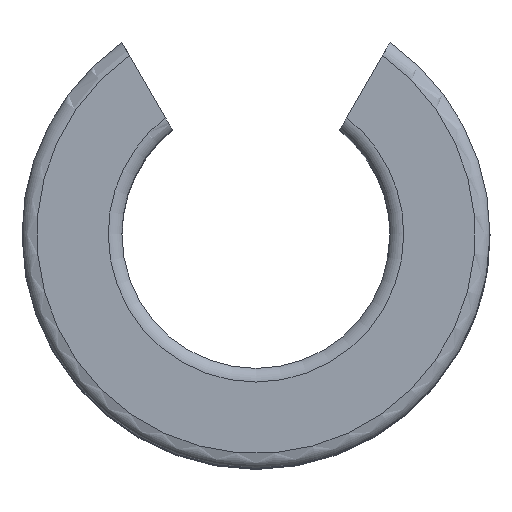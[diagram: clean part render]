
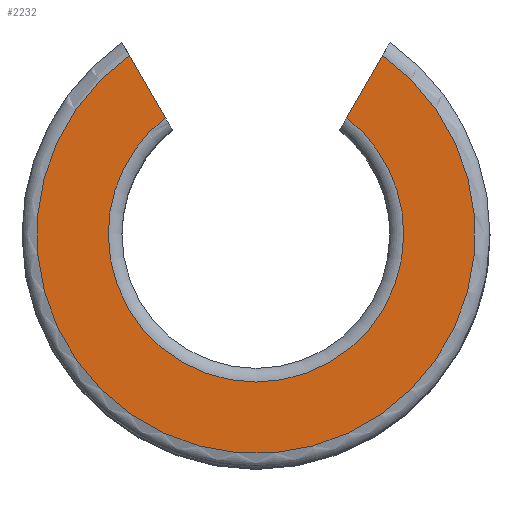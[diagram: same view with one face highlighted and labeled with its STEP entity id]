
A CAD part, top view. The second image highlights one B-rep face of the part: STEP entity #2232.
In plain terms, the highlighted planar face has unit normal (0, 0, 1).
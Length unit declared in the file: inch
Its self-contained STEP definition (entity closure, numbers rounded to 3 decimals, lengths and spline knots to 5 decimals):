
#23 = VECTOR ( 'NONE', #2366, 39.37008 ) ;
#126 = CIRCLE ( 'NONE', #363, 0.276 ) ;
#155 = CARTESIAN_POINT ( 'NONE',  ( 0.1694, 0.2179, 0.62125 ) ) ;
#211 = AXIS2_PLACEMENT_3D ( 'NONE', #2795, #740, #2300 ) ;
#252 = VECTOR ( 'NONE', #944, 39.37008 ) ;
#287 = EDGE_LOOP ( 'NONE', ( #593, #2022, #1922, #2032, #2608, #2340 ) ) ;
#363 = AXIS2_PLACEMENT_3D ( 'NONE', #432, #2702, #2688 ) ;
#432 = CARTESIAN_POINT ( 'NONE',  ( 0., 0., 0.62125 ) ) ;
#574 = VERTEX_POINT ( 'NONE', #2530 ) ;
#592 = CIRCLE ( 'NONE', #2011, 0.276 ) ;
#593 = ORIENTED_EDGE ( 'NONE', *, *, #1306, .F. ) ;
#740 = DIRECTION ( 'NONE',  ( 0., 0., -1. ) ) ;
#753 = CARTESIAN_POINT ( 'NONE',  ( 0., 0., 0.62125 ) ) ;
#944 = DIRECTION ( 'NONE',  ( 0.5, 0.866, 0. ) ) ;
#968 = CIRCLE ( 'NONE', #2667, 0.276 ) ;
#1029 = VERTEX_POINT ( 'NONE', #2783 ) ;
#1158 = EDGE_CURVE ( 'NONE', #2755, #574, #1501, .T. ) ;
#1236 = PLANE ( 'NONE',  #211 ) ;
#1306 = EDGE_CURVE ( 'NONE', #2560, #2755, #1854, .T. ) ;
#1313 = CARTESIAN_POINT ( 'NONE',  ( 0.23651, 0.33414, 0.62125 ) ) ;
#1404 = VERTEX_POINT ( 'NONE', #155 ) ;
#1501 = LINE ( 'NONE', #2819, #23 ) ;
#1549 = CARTESIAN_POINT ( 'NONE',  ( 0., 0., 0.62125 ) ) ;
#1624 = EDGE_CURVE ( 'NONE', #1404, #2560, #2794, .T. ) ;
#1647 = DIRECTION ( 'NONE',  ( 0., 0., -1. ) ) ;
#1854 = CIRCLE ( 'NONE', #2417, 0.40937 ) ;
#1896 = FACE_OUTER_BOUND ( 'NONE', #287, .T. ) ;
#1898 = DIRECTION ( 'NONE',  ( 0., 0., -1. ) ) ;
#1922 = ORIENTED_EDGE ( 'NONE', *, *, #2441, .T. ) ;
#2011 = AXIS2_PLACEMENT_3D ( 'NONE', #753, #1647, #2546 ) ;
#2022 = ORIENTED_EDGE ( 'NONE', *, *, #1624, .F. ) ;
#2032 = ORIENTED_EDGE ( 'NONE', *, *, #2524, .T. ) ;
#2178 = CARTESIAN_POINT ( 'NONE',  ( -0.23651, 0.33414, 0.62125 ) ) ;
#2213 = DIRECTION ( 'NONE',  ( 0., 0., -1. ) ) ;
#2232 = ADVANCED_FACE ( 'NONE', ( #1896 ), #1236, .F. ) ;
#2300 = DIRECTION ( 'NONE',  ( 0., 1., 0. ) ) ;
#2340 = ORIENTED_EDGE ( 'NONE', *, *, #1158, .F. ) ;
#2366 = DIRECTION ( 'NONE',  ( 0.5, -0.866, 0. ) ) ;
#2417 = AXIS2_PLACEMENT_3D ( 'NONE', #2691, #1898, #2780 ) ;
#2441 = EDGE_CURVE ( 'NONE', #1404, #2664, #968, .T. ) ;
#2461 = DIRECTION ( 'NONE',  ( 0., -1., 0. ) ) ;
#2524 = EDGE_CURVE ( 'NONE', #2664, #1029, #126, .T. ) ;
#2530 = CARTESIAN_POINT ( 'NONE',  ( -0.1694, 0.2179, 0.62125 ) ) ;
#2546 = DIRECTION ( 'NONE',  ( 0., -1., 0. ) ) ;
#2549 = CARTESIAN_POINT ( 'NONE',  ( 0.33227, 0.5, 0.62125 ) ) ;
#2560 = VERTEX_POINT ( 'NONE', #1313 ) ;
#2608 = ORIENTED_EDGE ( 'NONE', *, *, #2698, .T. ) ;
#2664 = VERTEX_POINT ( 'NONE', #2758 ) ;
#2667 = AXIS2_PLACEMENT_3D ( 'NONE', #1549, #2213, #2461 ) ;
#2688 = DIRECTION ( 'NONE',  ( 0., -1., 0. ) ) ;
#2691 = CARTESIAN_POINT ( 'NONE',  ( 0., 0., 0.62125 ) ) ;
#2698 = EDGE_CURVE ( 'NONE', #1029, #574, #592, .T. ) ;
#2702 = DIRECTION ( 'NONE',  ( 0., 0., -1. ) ) ;
#2755 = VERTEX_POINT ( 'NONE', #2178 ) ;
#2758 = CARTESIAN_POINT ( 'NONE',  ( 0.276, 0., 0.62125 ) ) ;
#2780 = DIRECTION ( 'NONE',  ( 0., 1., 0. ) ) ;
#2783 = CARTESIAN_POINT ( 'NONE',  ( -0.276, 0., 0.62125 ) ) ;
#2794 = LINE ( 'NONE', #2549, #252 ) ;
#2795 = CARTESIAN_POINT ( 'NONE',  ( 0., 0.40937, 0.62125 ) ) ;
#2819 = CARTESIAN_POINT ( 'NONE',  ( -0.1565, 0.19556, 0.62125 ) ) ;
